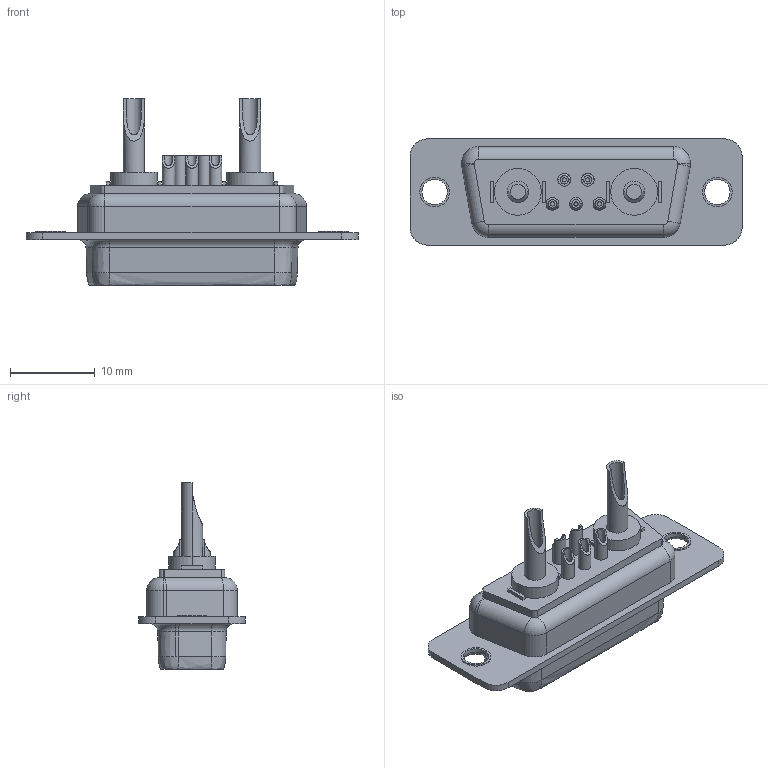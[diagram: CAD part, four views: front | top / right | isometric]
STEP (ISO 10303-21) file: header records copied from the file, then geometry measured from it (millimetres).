
FILE_DESCRIPTION (( 'STEP AP214' ), '1' );
FILE_NAME ('FDP0701-F0WS103K6KA-REF.STEP', '2024-11-27T10:40:02', ( '' ), ( '' ), 'SwSTEP 2.0', 'SolidWorks 2021', '' );
FILE_SCHEMA (( 'AUTOMOTIVE_DESIGN' ));
Length unit declared in the file: millimetre
Products named in the file (1): FDP0701-F0WS103K6KA-REF
Bounding box: 39.14 x 12.5 x 22 mm (x, y, z)
Volume: 2516.8 mm3; surface area: 2585.3 mm2
Topology: 1 solids, 1 shells, 254 faces, 588 edges, 365 vertices
Faces by surface type: plane 106, cylinder 105, cone 20, torus 15, bspline 8
Entity records: 7766 total; most frequent: CARTESIAN_POINT 1912, DIRECTION 1262, ORIENTED_EDGE 1176, EDGE_CURVE 588, AXIS2_PLACEMENT_3D 491, VERTEX_POINT 365, EDGE_LOOP 287, VECTOR 280
